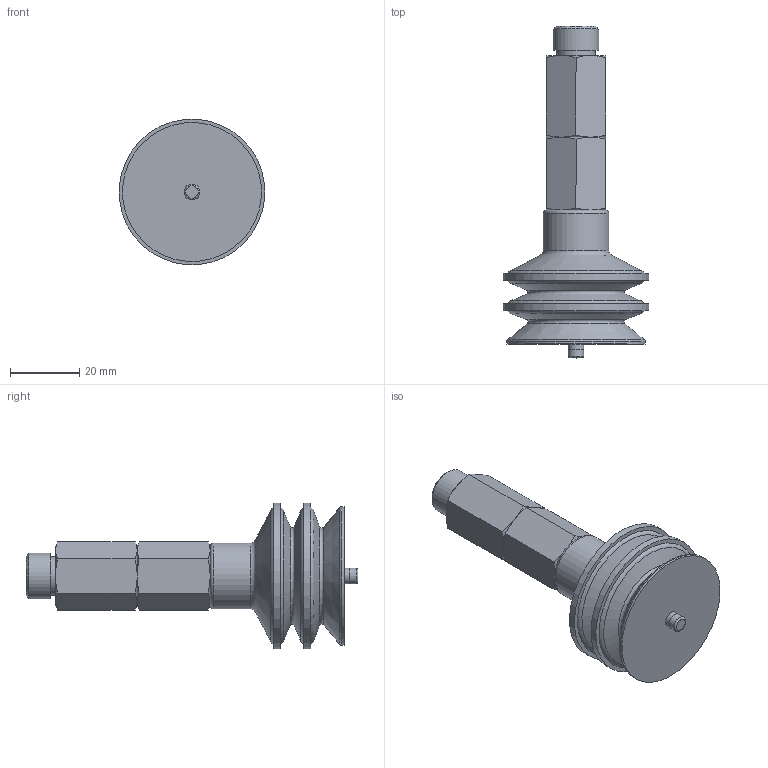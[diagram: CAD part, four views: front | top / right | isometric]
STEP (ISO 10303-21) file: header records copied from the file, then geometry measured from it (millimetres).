
FILE_DESCRIPTION(/* description */ (''),/* implementation_level */ '2;1');
FILE_NAME(/* name */ 'vf42sb_racval6.stp',/* time_stamp */ '2020-07-03T11:10:52+02:00',/* author */ ('enginyeria'),/* organization */ (''),/* preprocessor_version */ 'ST-DEVELOPER v17',/* originating_system */ 'Autodesk Inventor 2019',/* authorisation */ '');
FILE_SCHEMA (('CONFIG_CONTROL_DESIGN'));
Length unit declared in the file: millimetre
Products named in the file (1): Pieza105
Bounding box: 41.89 x 95.56 x 41.89 mm (x, y, z)
Volume: 39538.1 mm3; surface area: 11569.8 mm2
Topology: 1 solids, 2 shells, 76 faces, 193 edges, 130 vertices
Faces by surface type: cone 31, plane 25, torus 10, cylinder 10
Full cylindrical faces by diameter (mm): 4.58 x2, 7 x1, 11 x2, 13.157 x1, 19 x1, 40 x1, 42 x2
Entity records: 2448 total; most frequent: CARTESIAN_POINT 496, DIRECTION 415, ORIENTED_EDGE 386, EDGE_CURVE 193, AXIS2_PLACEMENT_3D 193, VERTEX_POINT 130, CIRCLE 116, EDGE_LOOP 87
